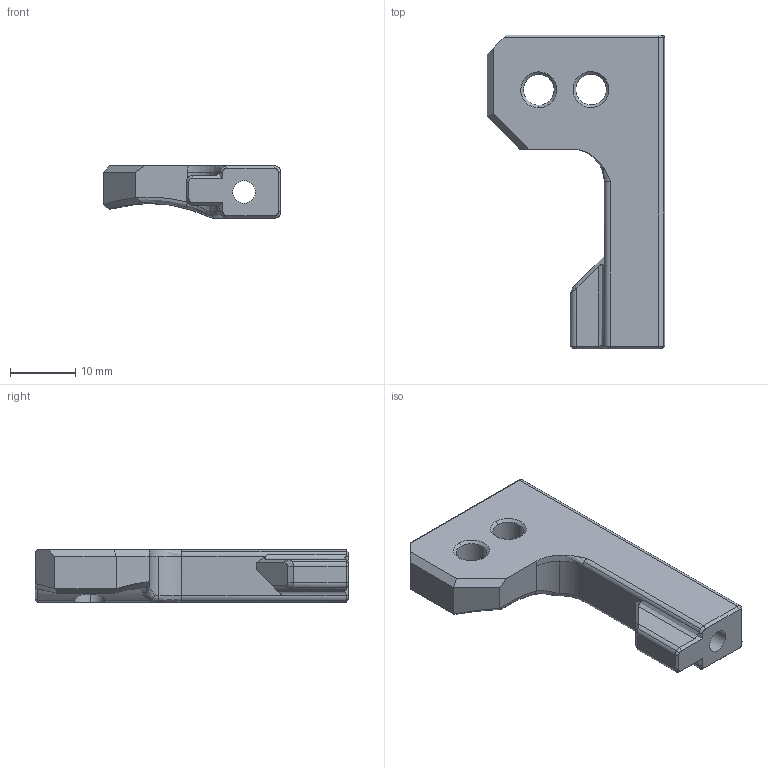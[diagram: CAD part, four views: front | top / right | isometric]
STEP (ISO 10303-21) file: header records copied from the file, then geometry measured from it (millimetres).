
FILE_DESCRIPTION (( 'STEP AP214' ), '1' );
FILE_NAME ('迍蟈盓殤.STEP', '2024-09-11T01:38:04', ( 'Windows User' ), ( 'P R C' ), 'SwSTEP 2.0', 'SolidWorks 2024', '' );
FILE_SCHEMA (( 'AUTOMOTIVE_DESIGN' ));
Length unit declared in the file: millimetre
Products named in the file (1): 拖链支架
Bounding box: 27.23 x 48.05 x 8.03 mm (x, y, z)
Volume: 4493.3 mm3; surface area: 3127.5 mm2
Topology: 1 solids, 1 shells, 125 faces, 337 edges, 212 vertices
Faces by surface type: plane 50, cylinder 35, cone 26, bspline 14
Entity records: 4532 total; most frequent: CARTESIAN_POINT 1547, ORIENTED_EDGE 674, DIRECTION 540, EDGE_CURVE 337, VERTEX_POINT 212, AXIS2_PLACEMENT_3D 180, LINE 180, VECTOR 180
